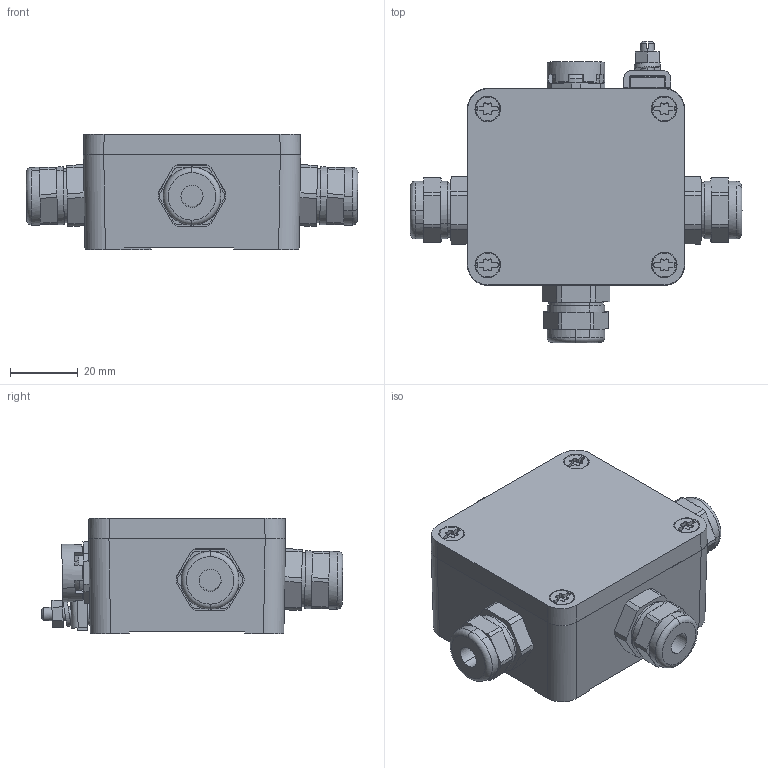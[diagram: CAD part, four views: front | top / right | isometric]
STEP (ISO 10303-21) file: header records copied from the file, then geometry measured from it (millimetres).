
FILE_DESCRIPTION(('CATIA V5 STEP Exchange','CAx-IF Rec.Pracs.--- Model Styling and Organization---1.4--- 2014-01-23'),'2;1');
FILE_NAME ('D1501147_1_8564290000_S3D_FBCon_PA_CG_1way_XXX.stp','2024-04-24T08:06:56+00:00',('none'),('Weidmueller'),'CATIA Version 5-6 Release 2016 SP3 HF44','CATIA V5 STEP AP214','none');
FILE_SCHEMA(('AUTOMOTIVE_DESIGN { 1 0 10303 214 1 1 1 1 }'));
Length unit declared in the file: millimetre
Products named in the file (1): S3D_FBCon_PA_CG_1way_XXX
Bounding box: 97.86 x 88.93 x 34 mm (x, y, z)
Volume: 135192.9 mm3; surface area: 21649.6 mm2
Topology: 1 solids, 1 shells, 398 faces, 1218 edges, 844 vertices
Faces by surface type: plane 208, cylinder 162, cone 16, bspline 6, torus 6
Entity records: 13591 total; most frequent: CARTESIAN_POINT 2919, ORIENTED_EDGE 2436, DIRECTION 1620, EDGE_CURVE 1218, VERTEX_POINT 844, VECTOR 747, LINE 747, AXIS2_PLACEMENT_3D 638
